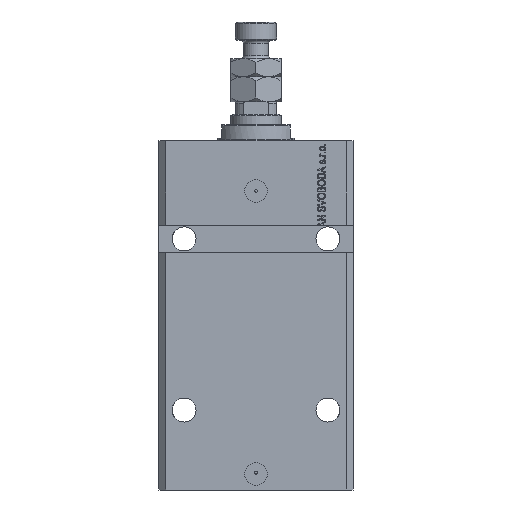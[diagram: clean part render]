
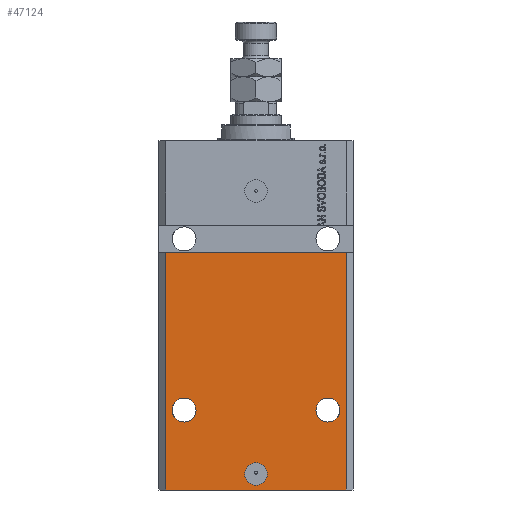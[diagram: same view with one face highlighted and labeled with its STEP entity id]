
A CAD part, front view. The second image highlights one B-rep face of the part: STEP entity #47124.
In plain terms, the highlighted planar face has unit normal (0, -1, 0).
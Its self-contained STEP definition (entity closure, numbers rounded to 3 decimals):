
#419 = EDGE_CURVE ( 'NONE', #43220, #39629, #48236, .T. ) ;
#875 = AXIS2_PLACEMENT_3D ( 'NONE', #48671, #10683, #29302 ) ;
#1794 = DIRECTION ( 'NONE',  ( 0., 0., 1. ) ) ;
#2944 = VERTEX_POINT ( 'NONE', #12527 ) ;
#2978 = DIRECTION ( 'NONE',  ( 1., 0., 0. ) ) ;
#3136 = FACE_BOUND ( 'NONE', #46461, .T. ) ;
#3370 = ORIENTED_EDGE ( 'NONE', *, *, #8559, .F. ) ;
#4620 = ORIENTED_EDGE ( 'NONE', *, *, #45312, .F. ) ;
#5695 = DIRECTION ( 'NONE',  ( 1., 0., 0. ) ) ;
#5817 = VERTEX_POINT ( 'NONE', #39832 ) ;
#6143 = CARTESIAN_POINT ( 'NONE',  ( -36.75, -31.5, -118. ) ) ;
#6292 = DIRECTION ( 'NONE',  ( 0., -1., 0. ) ) ;
#8092 = CARTESIAN_POINT ( 'NONE',  ( -31.5, -31.5, -118. ) ) ;
#8214 = VERTEX_POINT ( 'NONE', #47827 ) ;
#8559 = EDGE_CURVE ( 'NONE', #26637, #8214, #46271, .T. ) ;
#9065 = VECTOR ( 'NONE', #19347, 1000. ) ;
#9703 = AXIS2_PLACEMENT_3D ( 'NONE', #24135, #39478, #20625 ) ;
#10683 = DIRECTION ( 'NONE',  ( 0., -1., 0. ) ) ;
#10785 = CARTESIAN_POINT ( 'NONE',  ( 39.5, -31.5, -49. ) ) ;
#12182 = CARTESIAN_POINT ( 'NONE',  ( -31.5, -31.5, -118. ) ) ;
#12527 = CARTESIAN_POINT ( 'NONE',  ( 36.75, -31.5, -118. ) ) ;
#12662 = VECTOR ( 'NONE', #2978, 1000. ) ;
#13268 = AXIS2_PLACEMENT_3D ( 'NONE', #48511, #28400, #44495 ) ;
#13515 = AXIS2_PLACEMENT_3D ( 'NONE', #49033, #37965, #26154 ) ;
#13530 = ORIENTED_EDGE ( 'NONE', *, *, #30203, .T. ) ;
#13533 = EDGE_CURVE ( 'NONE', #5817, #19159, #43793, .T. ) ;
#13607 = LINE ( 'NONE', #44564, #41116 ) ;
#13807 = VECTOR ( 'NONE', #5695, 1000. ) ;
#13957 = FACE_OUTER_BOUND ( 'NONE', #17882, .T. ) ;
#14192 = VERTEX_POINT ( 'NONE', #42797 ) ;
#14231 = DIRECTION ( 'NONE',  ( 1., 0., 0. ) ) ;
#14359 = ORIENTED_EDGE ( 'NONE', *, *, #13533, .F. ) ;
#16281 = EDGE_CURVE ( 'NONE', #26637, #44446, #25866, .T. ) ;
#16302 = CIRCLE ( 'NONE', #30769, 5. ) ;
#16906 = EDGE_LOOP ( 'NONE', ( #14359, #4620 ) ) ;
#17882 = EDGE_LOOP ( 'NONE', ( #34814, #3370, #35139, #13530 ) ) ;
#19159 = VERTEX_POINT ( 'NONE', #6143 ) ;
#19347 = DIRECTION ( 'NONE',  ( 0., 0., 1. ) ) ;
#19814 = ORIENTED_EDGE ( 'NONE', *, *, #36217, .F. ) ;
#19976 = CIRCLE ( 'NONE', #13515, 5.25 ) ;
#20625 = DIRECTION ( 'NONE',  ( 1., 0., 0. ) ) ;
#20879 = VERTEX_POINT ( 'NONE', #10785 ) ;
#21479 = ORIENTED_EDGE ( 'NONE', *, *, #419, .F. ) ;
#22532 = EDGE_CURVE ( 'NONE', #2944, #14192, #19976, .T. ) ;
#24135 = CARTESIAN_POINT ( 'NONE',  ( 0., -31.5, -146. ) ) ;
#24814 = LINE ( 'NONE', #40157, #13807 ) ;
#25866 = LINE ( 'NONE', #30367, #12662 ) ;
#26154 = DIRECTION ( 'NONE',  ( 1., 0., 0. ) ) ;
#26637 = VERTEX_POINT ( 'NONE', #40231 ) ;
#28400 = DIRECTION ( 'NONE',  ( 0., -1., 0. ) ) ;
#28432 = CARTESIAN_POINT ( 'NONE',  ( 39.5, -31.5, -153. ) ) ;
#28530 = CIRCLE ( 'NONE', #13268, 5.25 ) ;
#29302 = DIRECTION ( 'NONE',  ( 0., 0., -1. ) ) ;
#30203 = EDGE_CURVE ( 'NONE', #44446, #20879, #13607, .T. ) ;
#30367 = CARTESIAN_POINT ( 'NONE',  ( -39.5, -31.5, -153. ) ) ;
#30769 = AXIS2_PLACEMENT_3D ( 'NONE', #40145, #48695, #14231 ) ;
#30866 = ORIENTED_EDGE ( 'NONE', *, *, #41419, .F. ) ;
#30944 = EDGE_CURVE ( 'NONE', #8214, #20879, #24814, .T. ) ;
#31035 = CARTESIAN_POINT ( 'NONE',  ( -5., -31.5, -146. ) ) ;
#33067 = FACE_BOUND ( 'NONE', #16906, .T. ) ;
#33736 = CIRCLE ( 'NONE', #33771, 5.25 ) ;
#33771 = AXIS2_PLACEMENT_3D ( 'NONE', #8092, #6292, #36737 ) ;
#34220 = EDGE_LOOP ( 'NONE', ( #19814, #21479 ) ) ;
#34814 = ORIENTED_EDGE ( 'NONE', *, *, #30944, .F. ) ;
#35139 = ORIENTED_EDGE ( 'NONE', *, *, #16281, .T. ) ;
#35319 = DIRECTION ( 'NONE',  ( -1., 0., 0. ) ) ;
#35572 = DIRECTION ( 'NONE',  ( 0., -1., 0. ) ) ;
#35745 = AXIS2_PLACEMENT_3D ( 'NONE', #12182, #35572, #35319 ) ;
#36217 = EDGE_CURVE ( 'NONE', #39629, #43220, #16302, .T. ) ;
#36737 = DIRECTION ( 'NONE',  ( -1., 0., 0. ) ) ;
#37603 = FACE_BOUND ( 'NONE', #34220, .T. ) ;
#37965 = DIRECTION ( 'NONE',  ( 0., -1., 0. ) ) ;
#39478 = DIRECTION ( 'NONE',  ( 0., -1., 0. ) ) ;
#39629 = VERTEX_POINT ( 'NONE', #41931 ) ;
#39832 = CARTESIAN_POINT ( 'NONE',  ( -26.25, -31.5, -118. ) ) ;
#40145 = CARTESIAN_POINT ( 'NONE',  ( 0., -31.5, -146. ) ) ;
#40157 = CARTESIAN_POINT ( 'NONE',  ( -42.5, -31.5, -49. ) ) ;
#40231 = CARTESIAN_POINT ( 'NONE',  ( -39.5, -31.5, -153. ) ) ;
#41116 = VECTOR ( 'NONE', #1794, 1000. ) ;
#41300 = ORIENTED_EDGE ( 'NONE', *, *, #22532, .F. ) ;
#41419 = EDGE_CURVE ( 'NONE', #14192, #2944, #28530, .T. ) ;
#41931 = CARTESIAN_POINT ( 'NONE',  ( 5., -31.5, -146. ) ) ;
#42736 = CARTESIAN_POINT ( 'NONE',  ( -39.5, -31.5, -153. ) ) ;
#42797 = CARTESIAN_POINT ( 'NONE',  ( 26.25, -31.5, -118. ) ) ;
#43220 = VERTEX_POINT ( 'NONE', #31035 ) ;
#43793 = CIRCLE ( 'NONE', #35745, 5.25 ) ;
#44446 = VERTEX_POINT ( 'NONE', #28432 ) ;
#44495 = DIRECTION ( 'NONE',  ( 1., 0., 0. ) ) ;
#44564 = CARTESIAN_POINT ( 'NONE',  ( 39.5, -31.5, -153. ) ) ;
#45152 = PLANE ( 'NONE',  #875 ) ;
#45312 = EDGE_CURVE ( 'NONE', #19159, #5817, #33736, .T. ) ;
#46271 = LINE ( 'NONE', #42736, #9065 ) ;
#46461 = EDGE_LOOP ( 'NONE', ( #41300, #30866 ) ) ;
#47124 = ADVANCED_FACE ( 'NONE', ( #37603, #3136, #33067, #13957 ), #45152, .T. ) ;
#47827 = CARTESIAN_POINT ( 'NONE',  ( -39.5, -31.5, -49. ) ) ;
#48236 = CIRCLE ( 'NONE', #9703, 5. ) ;
#48511 = CARTESIAN_POINT ( 'NONE',  ( 31.5, -31.5, -118. ) ) ;
#48671 = CARTESIAN_POINT ( 'NONE',  ( -39.5, -31.5, -153. ) ) ;
#48695 = DIRECTION ( 'NONE',  ( 0., -1., 0. ) ) ;
#49033 = CARTESIAN_POINT ( 'NONE',  ( 31.5, -31.5, -118. ) ) ;
